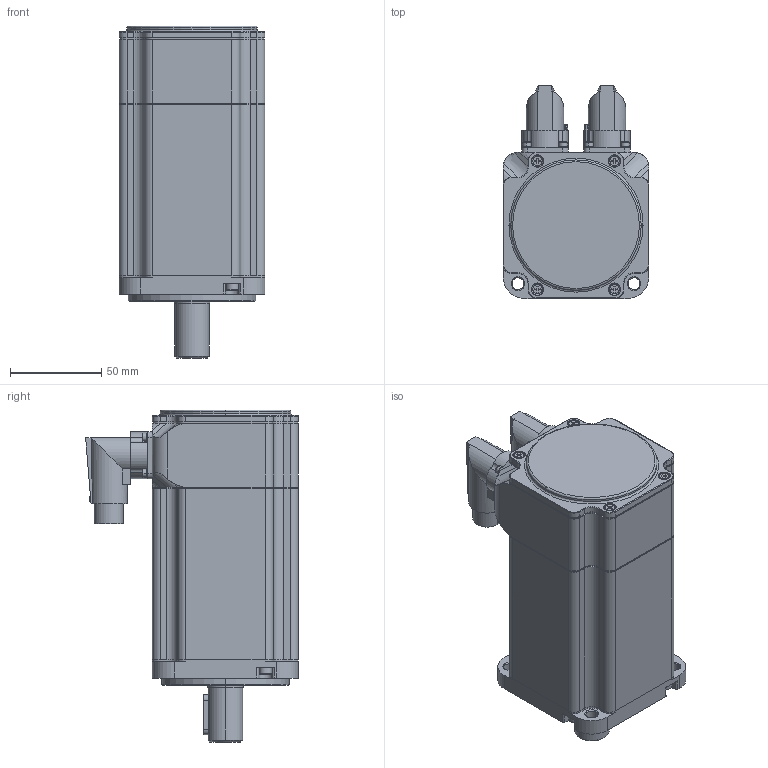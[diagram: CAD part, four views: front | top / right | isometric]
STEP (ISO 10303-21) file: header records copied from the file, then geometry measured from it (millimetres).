
FILE_DESCRIPTION (( 'STEP AP203' ), '1' );
FILE_NAME ('SMH80-753026RNC.STEP', '2020-05-09T03:09:15', ( 'K' ), ( 'K' ), 'SwSTEP 2.0', 'SolidWorks 2018', '' );
FILE_SCHEMA (( 'CONFIG_CONTROL_DESIGN' ));
Products named in the file (1): SMH80-753026RNC
Bounding box: 80 x 116.6 x 182 mm (x, y, z)
Volume: 328912.3 mm3; surface area: 180755.3 mm2
Topology: 51 solids, 51 shells, 2153 faces, 5428 edges, 3448 vertices
Faces by surface type: cylinder 913, plane 886, cone 171, torus 95, bspline 66, sphere 22
Entity records: 67278 total; most frequent: CARTESIAN_POINT 14680, DIRECTION 11567, ORIENTED_EDGE 10584, EDGE_CURVE 5292, AXIS2_PLACEMENT_3D 4427, VERTEX_POINT 3406, VECTOR 2713, LINE 2713
